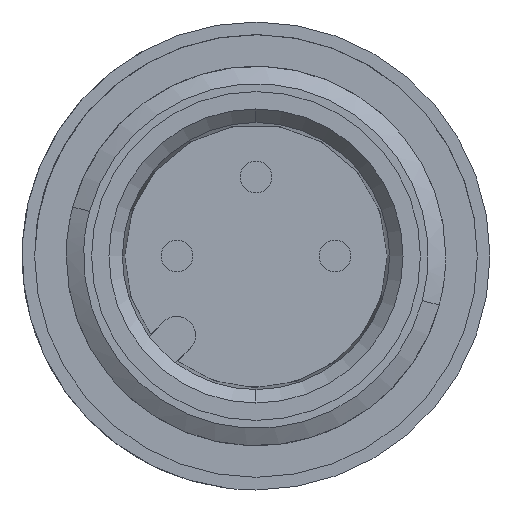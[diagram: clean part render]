
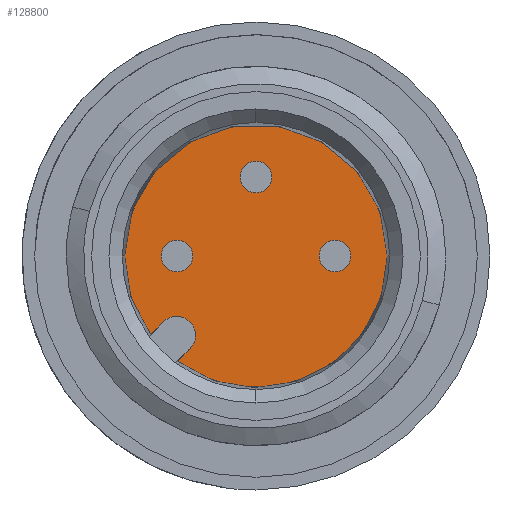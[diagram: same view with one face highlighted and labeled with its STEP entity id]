
A CAD part, left-side view. The second image highlights one B-rep face of the part: STEP entity #128800.
In plain terms, the highlighted face is planar.
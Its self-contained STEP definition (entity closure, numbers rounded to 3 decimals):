
#126000=CARTESIAN_POINT('',(66.122,34.229,221.9));
#126010=DIRECTION('',(1.,0.,
0.));
#126020=VECTOR('',#126010,1.);
#126030=LINE('',#126000,#126020);
#126040=CARTESIAN_POINT('',(24.015,34.228,221.9));
#126050=VERTEX_POINT('',#126040);
#126060=CARTESIAN_POINT('',(24.571,34.228,221.9));
#126070=VERTEX_POINT('',#126060);
#126080=EDGE_CURVE('',#126050,#126070,#126030,.T.);
#127080=CARTESIAN_POINT('',(64.922,33.029,221.9));
#127090=DIRECTION('',(-1.,0.,
0.));
#127100=VECTOR('',#127090,1.);
#127110=LINE('',#127080,#127100);
#127120=CARTESIAN_POINT('',(24.571,33.028,221.9));
#127130=VERTEX_POINT('',#127120);
#127140=CARTESIAN_POINT('',(24.015,33.028,221.9));
#127150=VERTEX_POINT('',#127140);
#127160=EDGE_CURVE('',#127130,#127150,#127110,.T.);
#127620=CARTESIAN_POINT('',(23.399,30.694,221.9));
#127630=VERTEX_POINT('',#127620);
#127660=CARTESIAN_POINT('',(20.465,33.628,221.9));
#127670=DIRECTION('',(0.,0.,1.));
#127680=DIRECTION('',(-0.707,0.707,
0.));
#127690=AXIS2_PLACEMENT_3D('',#127660,#127670,#127680);
#127700=CIRCLE('',#127690,4.15);
#127710=EDGE_CURVE('',#127630,#127130,#127700,.T.);
#127890=CARTESIAN_POINT('',(24.015,33.628,221.9));
#127900=DIRECTION('',(0.,0.,1.));
#127910=DIRECTION('',(-0.707,0.707,
0.));
#127920=AXIS2_PLACEMENT_3D('',#127890,#127900,#127910);
#127930=CIRCLE('',#127920,0.6);
#127940=CARTESIAN_POINT('',(23.591,34.052,221.9));
#127950=VERTEX_POINT('',#127940);
#127960=EDGE_CURVE('',#127950,#127150,#127930,.T.);
#128160=CARTESIAN_POINT('',(19.263,32.426,221.9));
#128170=DIRECTION('',(0.,0.,1.));
#128180=DIRECTION('',(0.707,0.707,
0.));
#128190=AXIS2_PLACEMENT_3D('',#128160,#128170,#128180);
#128200=PLANE('',#128190);
#128210=CARTESIAN_POINT('',(18.697,31.86,221.9));
#128220=DIRECTION('',(0.,0.,1.));
#128230=DIRECTION('',(-0.707,-0.707,0.));
#128240=AXIS2_PLACEMENT_3D('',#128210,#128220,#128230);
#128250=CIRCLE('',#128240,0.5);
#128260=CARTESIAN_POINT('',(18.344,31.507,221.9));
#128270=VERTEX_POINT('',#128260);
#128280=CARTESIAN_POINT('',(19.051,32.214,221.9));
#128290=VERTEX_POINT('',#128280);
#128300=EDGE_CURVE('',#128270,#128290,#128250,.T.);
#128310=ORIENTED_EDGE('',*,*,#128300,.F.);
#128320=EDGE_CURVE('',#128290,#128270,#128250,.T.);
#128330=ORIENTED_EDGE('',*,*,#128320,.F.);
#128340=EDGE_LOOP('',(#128330,#128310));
#128350=FACE_BOUND('',#128340,.T.);
#128360=CARTESIAN_POINT('',(17.53,36.563,221.9));
#128370=VERTEX_POINT('',#128360);
#128380=EDGE_CURVE('',#128370,#127630,#127700,.T.);
#128390=ORIENTED_EDGE('',*,*,#128380,.T.);
#128400=EDGE_CURVE('',#126070,#128370,#127700,.T.);
#128410=ORIENTED_EDGE('',*,*,#128400,.T.);
#128420=ORIENTED_EDGE('',*,*,#126080,.T.);
#128430=EDGE_CURVE('',#126050,#127950,#127930,.T.);
#128440=ORIENTED_EDGE('',*,*,#128430,.F.);
#128450=ORIENTED_EDGE('',*,*,#127960,.F.);
#128460=ORIENTED_EDGE('',*,*,#127160,.T.);
#128470=ORIENTED_EDGE('',*,*,#127710,.T.);
#128480=EDGE_LOOP('',(#128470,#128460,#128450,#128440,#128420,#128410,
#128390));
#128490=FACE_OUTER_BOUND('',#128480,.T.);
#128500=CARTESIAN_POINT('',(22.233,31.86,221.9));
#128510=DIRECTION('',(0.,0.,1.));
#128520=DIRECTION('',(-0.707,-0.707,0.));
#128530=AXIS2_PLACEMENT_3D('',#128500,#128510,#128520);
#128540=CIRCLE('',#128530,0.5);
#128550=CARTESIAN_POINT('',(21.879,31.507,221.9));
#128560=VERTEX_POINT('',#128550);
#128570=CARTESIAN_POINT('',(22.586,32.214,221.9));
#128580=VERTEX_POINT('',#128570);
#128590=EDGE_CURVE('',#128560,#128580,#128540,.T.);
#128600=ORIENTED_EDGE('',*,*,#128590,.F.);
#128610=EDGE_CURVE('',#128580,#128560,#128540,.T.);
#128620=ORIENTED_EDGE('',*,*,#128610,.F.);
#128630=EDGE_LOOP('',(#128620,#128600));
#128640=FACE_BOUND('',#128630,.T.);
#128650=CARTESIAN_POINT('',(18.697,35.396,221.9));
#128660=DIRECTION('',(0.,0.,1.));
#128670=DIRECTION('',(-0.707,-0.707,0.));
#128680=AXIS2_PLACEMENT_3D('',#128650,#128660,#128670);
#128690=CIRCLE('',#128680,0.5);
#128700=CARTESIAN_POINT('',(18.344,35.042,221.9));
#128710=VERTEX_POINT('',#128700);
#128720=CARTESIAN_POINT('',(19.051,35.749,221.9));
#128730=VERTEX_POINT('',#128720);
#128740=EDGE_CURVE('',#128710,#128730,#128690,.T.);
#128750=ORIENTED_EDGE('',*,*,#128740,.F.);
#128760=EDGE_CURVE('',#128730,#128710,#128690,.T.);
#128770=ORIENTED_EDGE('',*,*,#128760,.F.);
#128780=EDGE_LOOP('',(#128770,#128750));
#128790=FACE_BOUND('',#128780,.T.);
#128800=ADVANCED_FACE('',(#128350,#128490,#128640,#128790),#128200,.T.);
